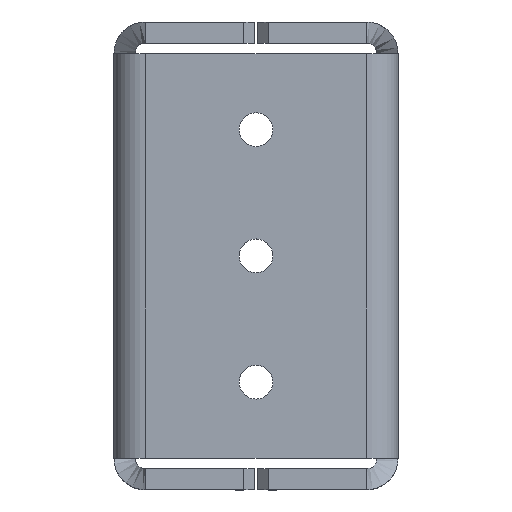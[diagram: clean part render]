
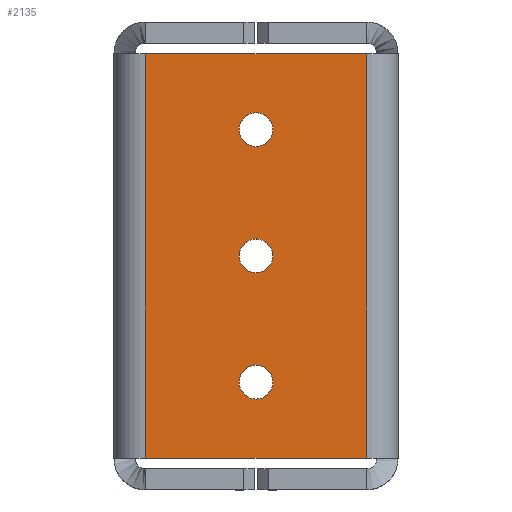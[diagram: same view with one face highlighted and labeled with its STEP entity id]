
A CAD part, top view. The second image highlights one B-rep face of the part: STEP entity #2135.
In plain terms, the highlighted planar face has unit normal (0, 0, 1).
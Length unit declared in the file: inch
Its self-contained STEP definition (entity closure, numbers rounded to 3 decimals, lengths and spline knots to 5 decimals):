
#45 = DIRECTION ( 'NONE',  ( -1., 0., 0. ) ) ;
#138 = FACE_BOUND ( 'NONE', #2134, .T. ) ;
#141 = CIRCLE ( 'NONE', #1044, 0.1005 ) ;
#184 = VERTEX_POINT ( 'NONE', #565 ) ;
#199 = CARTESIAN_POINT ( 'NONE',  ( 0., 2.405, 0. ) ) ;
#206 = AXIS2_PLACEMENT_3D ( 'NONE', #1826, #1215, #45 ) ;
#233 = EDGE_CURVE ( 'NONE', #2163, #519, #1088, .T. ) ;
#246 = VECTOR ( 'NONE', #1670, 39.37008 ) ;
#321 = EDGE_LOOP ( 'NONE', ( #2121 ) ) ;
#337 = CARTESIAN_POINT ( 'NONE',  ( 0.1875, 0., 0. ) ) ;
#398 = CARTESIAN_POINT ( 'NONE',  ( 0.7435, 1.9525, 0. ) ) ;
#425 = EDGE_CURVE ( 'NONE', #519, #1473, #1343, .T. ) ;
#432 = CARTESIAN_POINT ( 'NONE',  ( 0.7435, 1.2025, 0. ) ) ;
#487 = CARTESIAN_POINT ( 'NONE',  ( 1.5005, 0., 0. ) ) ;
#518 = LINE ( 'NONE', #199, #1258 ) ;
#519 = VERTEX_POINT ( 'NONE', #337 ) ;
#532 = CIRCLE ( 'NONE', #939, 0.1005 ) ;
#546 = CARTESIAN_POINT ( 'NONE',  ( 0.7435, 0.4525, 0. ) ) ;
#550 = EDGE_CURVE ( 'NONE', #1203, #1203, #532, .T. ) ;
#565 = CARTESIAN_POINT ( 'NONE',  ( 1.5005, 2.405, 0. ) ) ;
#604 = EDGE_CURVE ( 'NONE', #877, #877, #141, .T. ) ;
#671 = EDGE_CURVE ( 'NONE', #2337, #2337, #1638, .T. ) ;
#722 = DIRECTION ( 'NONE',  ( 0., -1., 0. ) ) ;
#727 = EDGE_LOOP ( 'NONE', ( #1931 ) ) ;
#794 = FACE_OUTER_BOUND ( 'NONE', #1120, .T. ) ;
#877 = VERTEX_POINT ( 'NONE', #398 ) ;
#939 = AXIS2_PLACEMENT_3D ( 'NONE', #1234, #2350, #1666 ) ;
#999 = ORIENTED_EDGE ( 'NONE', *, *, #425, .T. ) ;
#1037 = VECTOR ( 'NONE', #2106, 39.37008 ) ;
#1042 = DIRECTION ( 'NONE',  ( -1., 0., 0. ) ) ;
#1044 = AXIS2_PLACEMENT_3D ( 'NONE', #2222, #2179, #1042 ) ;
#1076 = EDGE_CURVE ( 'NONE', #2163, #184, #518, .T. ) ;
#1088 = LINE ( 'NONE', #1601, #246 ) ;
#1120 = EDGE_LOOP ( 'NONE', ( #999, #1432, #1615, #1449 ) ) ;
#1151 = VECTOR ( 'NONE', #722, 39.37008 ) ;
#1176 = AXIS2_PLACEMENT_3D ( 'NONE', #2102, #2112, #2074 ) ;
#1197 = LINE ( 'NONE', #1401, #1151 ) ;
#1203 = VERTEX_POINT ( 'NONE', #432 ) ;
#1215 = DIRECTION ( 'NONE',  ( 0., 0., -1. ) ) ;
#1234 = CARTESIAN_POINT ( 'NONE',  ( 0.844, 1.2025, 0. ) ) ;
#1258 = VECTOR ( 'NONE', #1811, 39.37008 ) ;
#1271 = FACE_BOUND ( 'NONE', #321, .T. ) ;
#1342 = CARTESIAN_POINT ( 'NONE',  ( 0., 0., 0. ) ) ;
#1343 = LINE ( 'NONE', #1342, #1037 ) ;
#1399 = FACE_BOUND ( 'NONE', #727, .T. ) ;
#1401 = CARTESIAN_POINT ( 'NONE',  ( 1.5005, 2.405, 0. ) ) ;
#1432 = ORIENTED_EDGE ( 'NONE', *, *, #2058, .F. ) ;
#1449 = ORIENTED_EDGE ( 'NONE', *, *, #233, .T. ) ;
#1473 = VERTEX_POINT ( 'NONE', #487 ) ;
#1601 = CARTESIAN_POINT ( 'NONE',  ( 0.1875, 2.405, 0. ) ) ;
#1615 = ORIENTED_EDGE ( 'NONE', *, *, #1076, .F. ) ;
#1638 = CIRCLE ( 'NONE', #206, 0.1005 ) ;
#1666 = DIRECTION ( 'NONE',  ( -1., 0., 0. ) ) ;
#1670 = DIRECTION ( 'NONE',  ( 0., -1., 0. ) ) ;
#1811 = DIRECTION ( 'NONE',  ( 1., 0., 0. ) ) ;
#1826 = CARTESIAN_POINT ( 'NONE',  ( 0.844, 0.4525, 0. ) ) ;
#1898 = CARTESIAN_POINT ( 'NONE',  ( 0.1875, 2.405, 0. ) ) ;
#1931 = ORIENTED_EDGE ( 'NONE', *, *, #604, .T. ) ;
#1993 = ORIENTED_EDGE ( 'NONE', *, *, #671, .T. ) ;
#2027 = PLANE ( 'NONE',  #1176 ) ;
#2058 = EDGE_CURVE ( 'NONE', #184, #1473, #1197, .T. ) ;
#2074 = DIRECTION ( 'NONE',  ( -1., 0., 0. ) ) ;
#2102 = CARTESIAN_POINT ( 'NONE',  ( 0., 2.405, 0. ) ) ;
#2106 = DIRECTION ( 'NONE',  ( 1., 0., 0. ) ) ;
#2112 = DIRECTION ( 'NONE',  ( 0., 0., -1. ) ) ;
#2121 = ORIENTED_EDGE ( 'NONE', *, *, #550, .T. ) ;
#2134 = EDGE_LOOP ( 'NONE', ( #1993 ) ) ;
#2135 = ADVANCED_FACE ( 'NONE', ( #1399, #138, #1271, #794 ), #2027, .F. ) ;
#2163 = VERTEX_POINT ( 'NONE', #1898 ) ;
#2179 = DIRECTION ( 'NONE',  ( 0., 0., -1. ) ) ;
#2222 = CARTESIAN_POINT ( 'NONE',  ( 0.844, 1.9525, 0. ) ) ;
#2337 = VERTEX_POINT ( 'NONE', #546 ) ;
#2350 = DIRECTION ( 'NONE',  ( 0., 0., -1. ) ) ;
